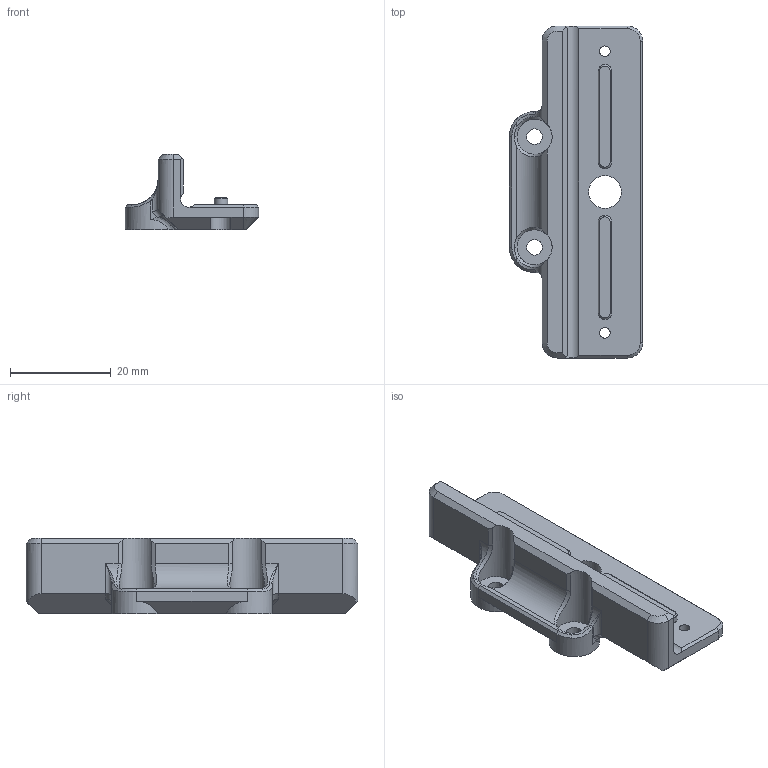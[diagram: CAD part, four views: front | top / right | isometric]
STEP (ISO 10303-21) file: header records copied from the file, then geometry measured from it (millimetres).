
FILE_DESCRIPTION(/* description */ (''),/* implementation_level */ '2;1');
FILE_NAME(/* name */ 'waffle_deep_zed_mini_mount-r1.stp',/* time_stamp */ '2018-10-17T15:11:10+09:00',/* author */ ('Yoshihiro'),/* organization */ (''),/* preprocessor_version */ 'ST-DEVELOPER v15.2',/* originating_system */ 'Autodesk Inventor 2014',/* authorisation */ '');
FILE_SCHEMA (('AUTOMOTIVE_DESIGN { 1 0 10303 214 3 1 1 }'));
Length unit declared in the file: millimetre
Products named in the file (1): waffle_deep_zed_mini_mount-r1
Bounding box: 26.5 x 66 x 15 mm (x, y, z)
Volume: 9546.4 mm3; surface area: 5337.2 mm2
Topology: 1 solids, 1 shells, 117 faces, 299 edges, 184 vertices
Faces by surface type: plane 60, cylinder 29, bspline 16, cone 12
Full cylindrical faces by diameter (mm): 2.1 x2, 6.5 x1, 7 x2
Entity records: 4203 total; most frequent: CARTESIAN_POINT 1449, ORIENTED_EDGE 576, DIRECTION 536, EDGE_CURVE 288, VERTEX_POINT 180, AXIS2_PLACEMENT_3D 180, LINE 176, VECTOR 176
